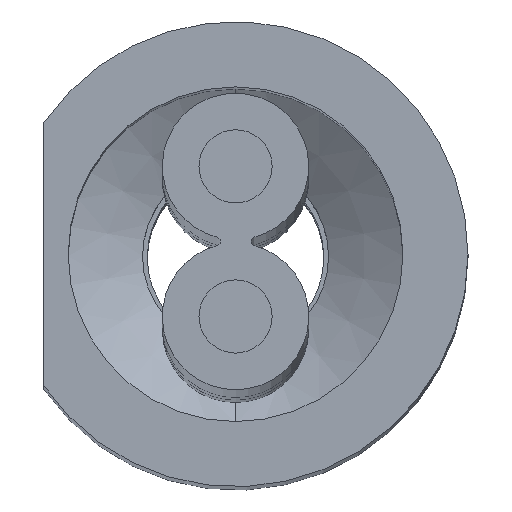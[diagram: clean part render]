
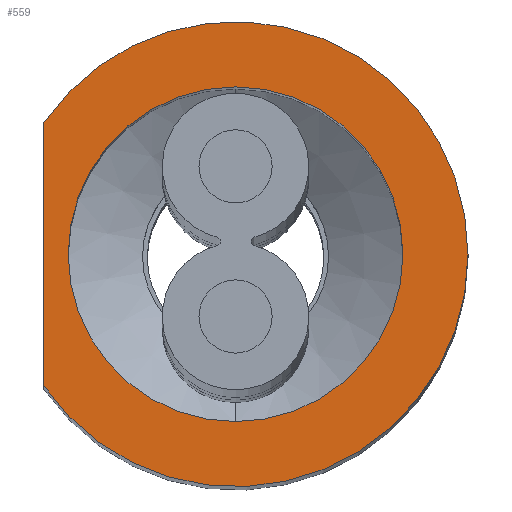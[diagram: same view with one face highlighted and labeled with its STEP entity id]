
A CAD part, top view. The second image highlights one B-rep face of the part: STEP entity #559.
In plain terms, the highlighted planar face has unit normal (0, 0, 1).
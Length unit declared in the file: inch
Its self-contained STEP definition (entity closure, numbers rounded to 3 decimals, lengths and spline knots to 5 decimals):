
#384=DIRECTION('',(0.,1.,0.));
#385=VECTOR('',#384,0.07082);
#386=CARTESIAN_POINT('',(-0.0515,-0.03541,0.275));
#387=LINE('',#386,#385);
#392=CARTESIAN_POINT('',(0.,0.,0.275));
#393=DIRECTION('',(0.,0.,-1.));
#394=DIRECTION('',(0.,1.,0.));
#395=AXIS2_PLACEMENT_3D('',#392,#393,#394);
#401=CARTESIAN_POINT('',(0.,0.,0.275));
#402=DIRECTION('',(0.,0.,1.));
#403=DIRECTION('',(0.,1.,0.));
#404=AXIS2_PLACEMENT_3D('',#401,#402,#403);
#501=CARTESIAN_POINT('',(0.,0.,0.275));
#502=DIRECTION('',(0.,0.,1.));
#503=DIRECTION('',(-0.824,-0.567,0.));
#504=AXIS2_PLACEMENT_3D('',#501,#502,#503);
#510=CARTESIAN_POINT('',(0.,0.045,0.275));
#512=VERTEX_POINT('',#510);
#522=CARTESIAN_POINT('',(0.,-0.045,0.275));
#524=VERTEX_POINT('',#522);
#534=CARTESIAN_POINT('',(-0.0515,-0.03541,0.275));
#535=CARTESIAN_POINT('',(-0.0515,0.03541,0.275));
#536=VERTEX_POINT('',#534);
#537=VERTEX_POINT('',#535);
#542=CARTESIAN_POINT('',(0.,0.,0.275));
#543=DIRECTION('',(0.,0.,1.));
#544=DIRECTION('',(0.,1.,0.));
#545=AXIS2_PLACEMENT_3D('',#542,#543,#544);
#546=PLANE('',#545);
#548=ORIENTED_EDGE('',*,*,#547,.T.);
#550=ORIENTED_EDGE('',*,*,#549,.F.);
#551=EDGE_LOOP('',(#548,#550));
#552=FACE_OUTER_BOUND('',#551,.F.);
#554=ORIENTED_EDGE('',*,*,#553,.F.);
#556=ORIENTED_EDGE('',*,*,#555,.T.);
#557=EDGE_LOOP('',(#554,#556));
#558=FACE_BOUND('',#557,.F.);
#559=ADVANCED_FACE('',(#552,#558),#546,.T.);
#396=CIRCLE('',#395,0.045);
#405=CIRCLE('',#404,0.045);
#505=CIRCLE('',#504,0.0625);
#547=EDGE_CURVE('',#536,#537,#387,.T.);
#549=EDGE_CURVE('',#536,#537,#505,.T.);
#553=EDGE_CURVE('',#512,#524,#396,.T.);
#555=EDGE_CURVE('',#512,#524,#405,.T.);
